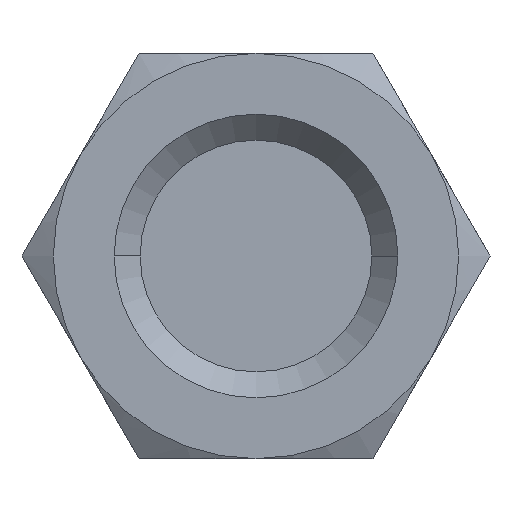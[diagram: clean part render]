
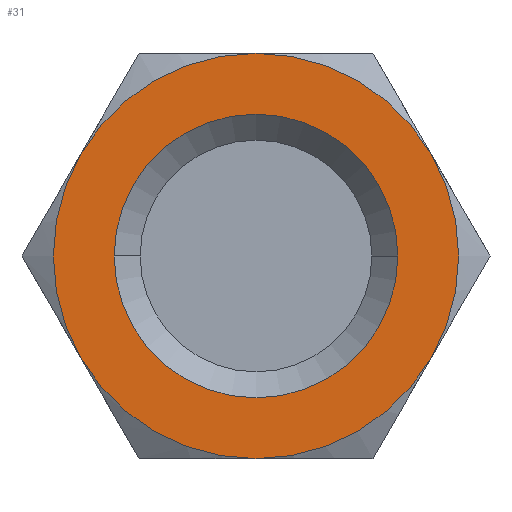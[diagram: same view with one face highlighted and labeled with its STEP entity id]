
A CAD part, front view. The second image highlights one B-rep face of the part: STEP entity #31.
In plain terms, the highlighted planar face has unit normal (0, -1, 0).
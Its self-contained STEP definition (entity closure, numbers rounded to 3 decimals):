
#31 = ADVANCED_FACE ( 'NONE', ( #561, #562 ), #1910, .T. ) ;
#214 = ORIENTED_EDGE ( 'NONE', *, *, #732, .F. ) ;
#215 = ORIENTED_EDGE ( 'NONE', *, *, #2048, .F. ) ;
#216 = ORIENTED_EDGE ( 'NONE', *, *, #2047, .T. ) ;
#217 = ORIENTED_EDGE ( 'NONE', *, *, #2046, .T. ) ;
#218 = ORIENTED_EDGE ( 'NONE', *, *, #2045, .T. ) ;
#219 = ORIENTED_EDGE ( 'NONE', *, *, #2044, .T. ) ;
#220 = ORIENTED_EDGE ( 'NONE', *, *, #2043, .T. ) ;
#221 = ORIENTED_EDGE ( 'NONE', *, *, #2042, .T. ) ;
#283 = VERTEX_POINT ( 'NONE', #1398 ) ;
#284 = VERTEX_POINT ( 'NONE', #1399 ) ;
#285 = VERTEX_POINT ( 'NONE', #1400 ) ;
#286 = VERTEX_POINT ( 'NONE', #1401 ) ;
#289 = VERTEX_POINT ( 'NONE', #1404 ) ;
#290 = VERTEX_POINT ( 'NONE', #1405 ) ;
#291 = VERTEX_POINT ( 'NONE', #1406 ) ;
#292 = VERTEX_POINT ( 'NONE', #1407 ) ;
#366 = EDGE_LOOP ( 'NONE', ( #221, #220, #219, #218, #217, #216 ) ) ;
#371 = EDGE_LOOP ( 'NONE', ( #215, #214 ) ) ;
#490 = AXIS2_PLACEMENT_3D ( 'NONE', #1235, #1236, #1237 ) ;
#498 = AXIS2_PLACEMENT_3D ( 'NONE', #1258, #1259, #1260 ) ;
#499 = AXIS2_PLACEMENT_3D ( 'NONE', #1261, #1262, #1263 ) ;
#500 = AXIS2_PLACEMENT_3D ( 'NONE', #1264, #1265, #1266 ) ;
#501 = AXIS2_PLACEMENT_3D ( 'NONE', #1267, #1268, #1269 ) ;
#502 = AXIS2_PLACEMENT_3D ( 'NONE', #1270, #1271, #1272 ) ;
#503 = AXIS2_PLACEMENT_3D ( 'NONE', #1275, #1276, #1277 ) ;
#504 = AXIS2_PLACEMENT_3D ( 'NONE', #1280, #1281, #1282 ) ;
#561 = FACE_OUTER_BOUND ( 'NONE', #366, .T. ) ;
#562 = FACE_BOUND ( 'NONE', #371, .T. ) ;
#732 = EDGE_CURVE ( 'NONE', #283, #284, #1547, .T. ) ;
#1235 = CARTESIAN_POINT ( 'NONE',  ( 0., 0., 0. ) ) ;
#1236 = DIRECTION ( 'NONE',  ( 0., -1., 0. ) ) ;
#1237 = DIRECTION ( 'NONE',  ( 1., 0., 0. ) ) ;
#1258 = CARTESIAN_POINT ( 'NONE',  ( 0., 0., 0. ) ) ;
#1259 = DIRECTION ( 'NONE',  ( 0., -1., 0. ) ) ;
#1260 = DIRECTION ( 'NONE',  ( 0., 0., -1. ) ) ;
#1261 = CARTESIAN_POINT ( 'NONE',  ( 0., 0., 0. ) ) ;
#1262 = DIRECTION ( 'NONE',  ( 0., -1., 0. ) ) ;
#1263 = DIRECTION ( 'NONE',  ( 0., 0., -1. ) ) ;
#1264 = CARTESIAN_POINT ( 'NONE',  ( 0., 0., 0. ) ) ;
#1265 = DIRECTION ( 'NONE',  ( 0., -1., 0. ) ) ;
#1266 = DIRECTION ( 'NONE',  ( 0., 0., -1. ) ) ;
#1267 = CARTESIAN_POINT ( 'NONE',  ( 0., 0., 0. ) ) ;
#1268 = DIRECTION ( 'NONE',  ( 0., -1., 0. ) ) ;
#1269 = DIRECTION ( 'NONE',  ( 0., 0., -1. ) ) ;
#1270 = CARTESIAN_POINT ( 'NONE',  ( 0., 0., 0. ) ) ;
#1271 = DIRECTION ( 'NONE',  ( 0., -1., 0. ) ) ;
#1272 = DIRECTION ( 'NONE',  ( 0., 0., -1. ) ) ;
#1275 = CARTESIAN_POINT ( 'NONE',  ( 0., 0., 0. ) ) ;
#1276 = DIRECTION ( 'NONE',  ( 0., -1., 0. ) ) ;
#1277 = DIRECTION ( 'NONE',  ( 0., 0., -1. ) ) ;
#1280 = CARTESIAN_POINT ( 'NONE',  ( 0., 0., 0. ) ) ;
#1281 = DIRECTION ( 'NONE',  ( 0., -1., 0. ) ) ;
#1282 = DIRECTION ( 'NONE',  ( 1., 0., 0. ) ) ;
#1398 = CARTESIAN_POINT ( 'NONE',  ( -4.9, 0., 0. ) ) ;
#1399 = CARTESIAN_POINT ( 'NONE',  ( 4.9, 0., 0. ) ) ;
#1400 = CARTESIAN_POINT ( 'NONE',  ( 0., 0., -7. ) ) ;
#1401 = CARTESIAN_POINT ( 'NONE',  ( 6.062, 0., -3.5 ) ) ;
#1404 = CARTESIAN_POINT ( 'NONE',  ( 6.062, 0., 3.5 ) ) ;
#1405 = CARTESIAN_POINT ( 'NONE',  ( 0., 0., 7. ) ) ;
#1406 = CARTESIAN_POINT ( 'NONE',  ( -6.062, 0., 3.5 ) ) ;
#1407 = CARTESIAN_POINT ( 'NONE',  ( -6.062, 0., -3.5 ) ) ;
#1547 = CIRCLE ( 'NONE', #490, 4.9 ) ;
#1559 = CIRCLE ( 'NONE', #499, 7. ) ;
#1562 = CIRCLE ( 'NONE', #498, 7. ) ;
#1564 = CIRCLE ( 'NONE', #500, 7. ) ;
#1565 = CIRCLE ( 'NONE', #501, 7. ) ;
#1566 = CIRCLE ( 'NONE', #502, 7. ) ;
#1567 = CIRCLE ( 'NONE', #503, 7. ) ;
#1568 = CIRCLE ( 'NONE', #504, 4.9 ) ;
#1910 = PLANE ( 'NONE',  #2159 ) ;
#1917 = CARTESIAN_POINT ( 'NONE',  ( 0., 0., 0. ) ) ;
#1918 = DIRECTION ( 'NONE',  ( 0., -1., 0. ) ) ;
#1919 = DIRECTION ( 'NONE',  ( 0., 0., -1. ) ) ;
#2042 = EDGE_CURVE ( 'NONE', #285, #286, #1562, .T. ) ;
#2043 = EDGE_CURVE ( 'NONE', #286, #289, #1559, .T. ) ;
#2044 = EDGE_CURVE ( 'NONE', #289, #290, #1564, .T. ) ;
#2045 = EDGE_CURVE ( 'NONE', #290, #291, #1565, .T. ) ;
#2046 = EDGE_CURVE ( 'NONE', #291, #292, #1566, .T. ) ;
#2047 = EDGE_CURVE ( 'NONE', #292, #285, #1567, .T. ) ;
#2048 = EDGE_CURVE ( 'NONE', #284, #283, #1568, .T. ) ;
#2159 = AXIS2_PLACEMENT_3D ( 'NONE', #1917, #1918, #1919 ) ;
